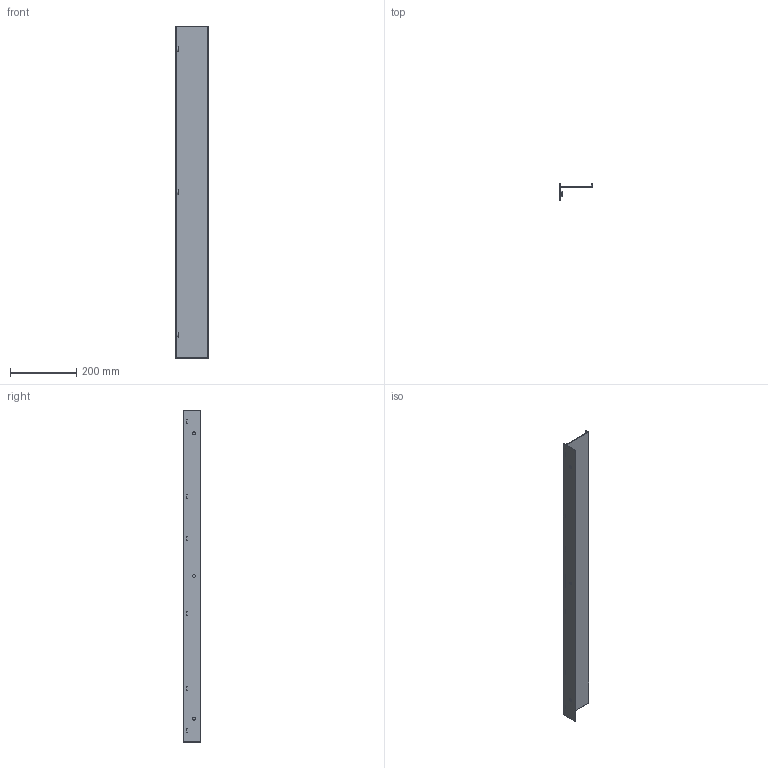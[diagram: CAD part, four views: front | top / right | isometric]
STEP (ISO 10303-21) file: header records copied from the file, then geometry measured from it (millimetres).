
FILE_DESCRIPTION(/* description */ ('Unknown'),/* implementation_level */ '2;1');
FILE_NAME(/* name */ 'GTA100-00',/* time_stamp */ '2026-03-16T12:29:34+01:00',/* author */ ('Unknown'),/* organization */ ('Unknown'),/* preprocessor_version */ 'ST-DEVELOPER v20',/* originating_system */ 'Solid Edge',/* authorisation */ 'Unknown');
FILE_SCHEMA (('AUTOMOTIVE_DESIGN {1 0 10303 214 3 1 1}'));
Length unit declared in the file: millimetre
Products named in the file (4): hotbath mensola 100; mensola 100 cm; kit_oa_0; coprivite
Assembly tree (5 placements, depth 3):
  hotbath mensola 100
    mensola 100 cm
    kit_oa_0
      coprivite  x3
Bounding box: 99 x 52 x 1000 mm (x, y, z)
Volume: 471993.1 mm3; surface area: 323261.4 mm2
Topology: 4 solids, 4 shells, 168 faces, 476 edges, 277 vertices
Faces by surface type: plane 83, cylinder 56, sphere 12, torus 8, bspline 6, cone 3
Full cylindrical faces by diameter (mm): 8 x3, 8.917 x3, 16 x3
Entity records: 5921 total; most frequent: CARTESIAN_POINT 2089, ORIENTED_EDGE 794, DIRECTION 777, EDGE_CURVE 397, LINE 289, VECTOR 289, AXIS2_PLACEMENT_3D 244, VERTEX_POINT 240
